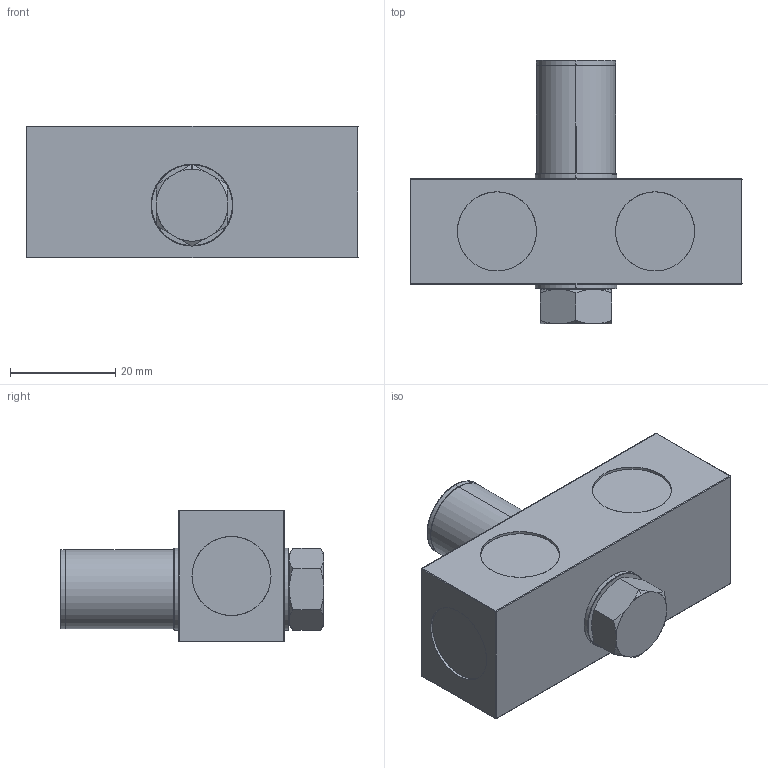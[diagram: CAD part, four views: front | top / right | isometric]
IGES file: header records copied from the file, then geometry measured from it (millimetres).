
Start section: SolidWorks IGES file using analytic representation for surfaces
Global section: file name: EX Mini T - MET 1051 LONG.IGS; native system: SolidWorks 2011; preprocessor: SolidWorks 2011; author: chris; date: 111108.132832; units: millimetre
Bounding box: 63 x 50 x 25 mm (x, y, z)
Surface area: 8331.2 mm2 (no closed solid volume)
Topology: 0 solids, 0 shells, 98 faces, 1286 edges, 1278 vertices
Faces by surface type: revolution 60, bspline 38
